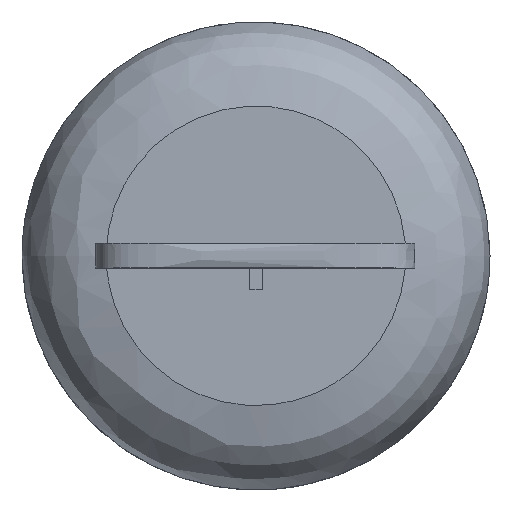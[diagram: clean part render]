
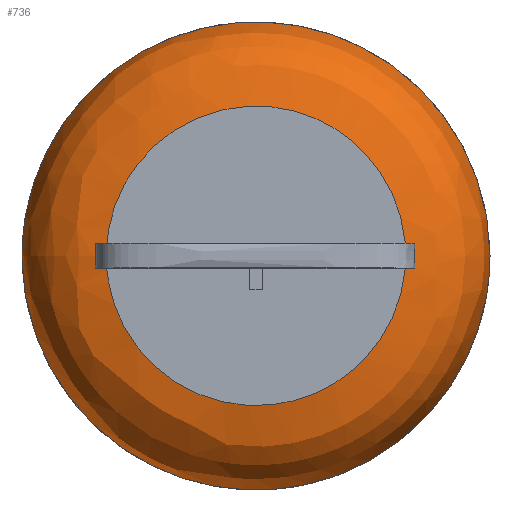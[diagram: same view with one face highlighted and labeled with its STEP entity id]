
A CAD part, top view. The second image highlights one B-rep face of the part: STEP entity #736.
In plain terms, the highlighted free-form (B-spline) face has degree [2, 2] with [9, 3] control points.
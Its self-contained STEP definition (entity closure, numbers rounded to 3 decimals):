
#736 = ADVANCED_FACE('',(#737),#778,.T.);
#737 = FACE_BOUND('',#738,.T.);
#738 = EDGE_LOOP('',(#739,#751,#759,#769,#777));
#739 = ORIENTED_EDGE('',*,*,#740,.T.);
#740 = EDGE_CURVE('',#741,#741,#743,.T.);
#741 = VERTEX_POINT('',#742);
#742 = CARTESIAN_POINT('',(-27.04,0.,
    197.167));
#743 = ( BOUNDED_CURVE() B_SPLINE_CURVE(2,(#744,#745,#746,#747,#748,#749
,#750),.UNSPECIFIED.,.T.,.F.) B_SPLINE_CURVE_WITH_KNOTS((1,2,2,2,2,1),(
    -2.094,0.,2.094,4.189,6.283,
8.378),.UNSPECIFIED.) CURVE() GEOMETRIC_REPRESENTATION_ITEM() 
RATIONAL_B_SPLINE_CURVE((1.,0.5,1.,0.5,1.,0.5,1.)) REPRESENTATION_ITEM(
  '') );
#744 = CARTESIAN_POINT('',(-27.04,0.,197.167));
#745 = CARTESIAN_POINT('',(-27.04,46.835,
    197.167));
#746 = CARTESIAN_POINT('',(13.52,23.417,
    197.167));
#747 = CARTESIAN_POINT('',(54.08,0.,
    197.167));
#748 = CARTESIAN_POINT('',(13.52,-23.417,
    197.167));
#749 = CARTESIAN_POINT('',(-27.04,-46.835,
    197.167));
#750 = CARTESIAN_POINT('',(-27.04,0.,197.167));
#751 = ORIENTED_EDGE('',*,*,#752,.T.);
#752 = EDGE_CURVE('',#741,#753,#755,.T.);
#753 = VERTEX_POINT('',#754);
#754 = CARTESIAN_POINT('',(-42.25,0.,
    181.957));
#755 = ( BOUNDED_CURVE() B_SPLINE_CURVE(2,(#756,#757,#758),
.UNSPECIFIED.,.F.,.F.) B_SPLINE_CURVE_WITH_KNOTS((3,3),(4.712,
6.283),.PIECEWISE_BEZIER_KNOTS.) CURVE() 
GEOMETRIC_REPRESENTATION_ITEM() RATIONAL_B_SPLINE_CURVE((1.,
0.707,1.)) REPRESENTATION_ITEM('') );
#756 = CARTESIAN_POINT('',(-27.04,0.,
    197.167));
#757 = CARTESIAN_POINT('',(-42.25,0.,
    197.167));
#758 = CARTESIAN_POINT('',(-42.25,0.,
    181.957));
#759 = ORIENTED_EDGE('',*,*,#760,.T.);
#760 = EDGE_CURVE('',#753,#761,#763,.T.);
#761 = VERTEX_POINT('',#762);
#762 = CARTESIAN_POINT('',(42.25,0.,
    181.957));
#763 = ( BOUNDED_CURVE() B_SPLINE_CURVE(2,(#764,#765,#766,#767,#768),
.UNSPECIFIED.,.F.,.F.) B_SPLINE_CURVE_WITH_KNOTS((3,2,3),(0.,
1.571,3.142),.PIECEWISE_BEZIER_KNOTS.) CURVE() 
GEOMETRIC_REPRESENTATION_ITEM() RATIONAL_B_SPLINE_CURVE((1.,
0.707,1.,0.707,1.)) REPRESENTATION_ITEM('') );
#764 = CARTESIAN_POINT('',(-42.25,0.,181.957));
#765 = CARTESIAN_POINT('',(-42.25,-42.25,
    181.957));
#766 = CARTESIAN_POINT('',(0.,-42.25,
    181.957));
#767 = CARTESIAN_POINT('',(42.25,-42.25,
    181.957));
#768 = CARTESIAN_POINT('',(42.25,0.,
    181.957));
#769 = ORIENTED_EDGE('',*,*,#770,.T.);
#770 = EDGE_CURVE('',#761,#753,#771,.T.);
#771 = ( BOUNDED_CURVE() B_SPLINE_CURVE(2,(#772,#773,#774,#775,#776),
.UNSPECIFIED.,.F.,.F.) B_SPLINE_CURVE_WITH_KNOTS((3,2,3),(3.142,
4.712,6.283),.PIECEWISE_BEZIER_KNOTS.) CURVE() 
GEOMETRIC_REPRESENTATION_ITEM() RATIONAL_B_SPLINE_CURVE((1.,
0.707,1.,0.707,1.)) REPRESENTATION_ITEM('') );
#772 = CARTESIAN_POINT('',(42.25,0.,
    181.957));
#773 = CARTESIAN_POINT('',(42.25,42.25,181.957
    ));
#774 = CARTESIAN_POINT('',(0.,42.25,
    181.957));
#775 = CARTESIAN_POINT('',(-42.25,42.25,
    181.957));
#776 = CARTESIAN_POINT('',(-42.25,0.,
    181.957));
#777 = ORIENTED_EDGE('',*,*,#752,.F.);
#778 = ( BOUNDED_SURFACE() B_SPLINE_SURFACE(2,2,(
    (#779,#780,#781)
    ,(#782,#783,#784)
    ,(#785,#786,#787)
    ,(#788,#789,#790)
    ,(#791,#792,#793)
    ,(#794,#795,#796)
    ,(#797,#798,#799)
    ,(#800,#801,#802)
    ,(#803,#804,#805
)),.UNSPECIFIED.,.T.,.F.,.F.) B_SPLINE_SURFACE_WITH_KNOTS((3,2,2,2,3),(3
    ,3),(-3.142,-2.094,0.,2.094,3.142)
,(0.,1.571),.UNSPECIFIED.) GEOMETRIC_REPRESENTATION_ITEM() 
RATIONAL_B_SPLINE_SURFACE((
    (0.75,0.53,0.75)
    ,(0.75,0.53,0.75)
    ,(1.,0.707,1.)
    ,(0.5,0.354,0.5)
    ,(1.,0.707,1.)
    ,(0.5,0.354,0.5)
    ,(1.,0.707,1.)
    ,(0.75,0.53,0.75)
,(0.75,0.53,0.75))) REPRESENTATION_ITEM('') SURFACE() );
#779 = CARTESIAN_POINT('',(-42.25,0.,181.957));
#780 = CARTESIAN_POINT('',(-42.25,0.,
    197.167));
#781 = CARTESIAN_POINT('',(-27.04,0.,197.167));
#782 = CARTESIAN_POINT('',(-42.25,-24.393,
    181.957));
#783 = CARTESIAN_POINT('',(-42.25,-24.393,
    197.167));
#784 = CARTESIAN_POINT('',(-27.04,-15.612,
    197.167));
#785 = CARTESIAN_POINT('',(-21.125,-36.59,
    181.957));
#786 = CARTESIAN_POINT('',(-21.125,-36.59,
    197.167));
#787 = CARTESIAN_POINT('',(-13.52,-23.417,
    197.167));
#788 = CARTESIAN_POINT('',(42.25,-73.179,
    181.957));
#789 = CARTESIAN_POINT('',(42.25,-73.179,
    197.167));
#790 = CARTESIAN_POINT('',(27.04,-46.835,
    197.167));
#791 = CARTESIAN_POINT('',(42.25,0.,181.957));
#792 = CARTESIAN_POINT('',(42.25,0.,197.167));
#793 = CARTESIAN_POINT('',(27.04,0.,197.167));
#794 = CARTESIAN_POINT('',(42.25,73.179,
    181.957));
#795 = CARTESIAN_POINT('',(42.25,73.179,
    197.167));
#796 = CARTESIAN_POINT('',(27.04,46.835,
    197.167));
#797 = CARTESIAN_POINT('',(-21.125,36.59,
    181.957));
#798 = CARTESIAN_POINT('',(-21.125,36.59,
    197.167));
#799 = CARTESIAN_POINT('',(-13.52,23.417,
    197.167));
#800 = CARTESIAN_POINT('',(-42.25,24.393,
    181.957));
#801 = CARTESIAN_POINT('',(-42.25,24.393,
    197.167));
#802 = CARTESIAN_POINT('',(-27.04,15.612,
    197.167));
#803 = CARTESIAN_POINT('',(-42.25,0.,181.957));
#804 = CARTESIAN_POINT('',(-42.25,0.,
    197.167));
#805 = CARTESIAN_POINT('',(-27.04,0.,197.167));
